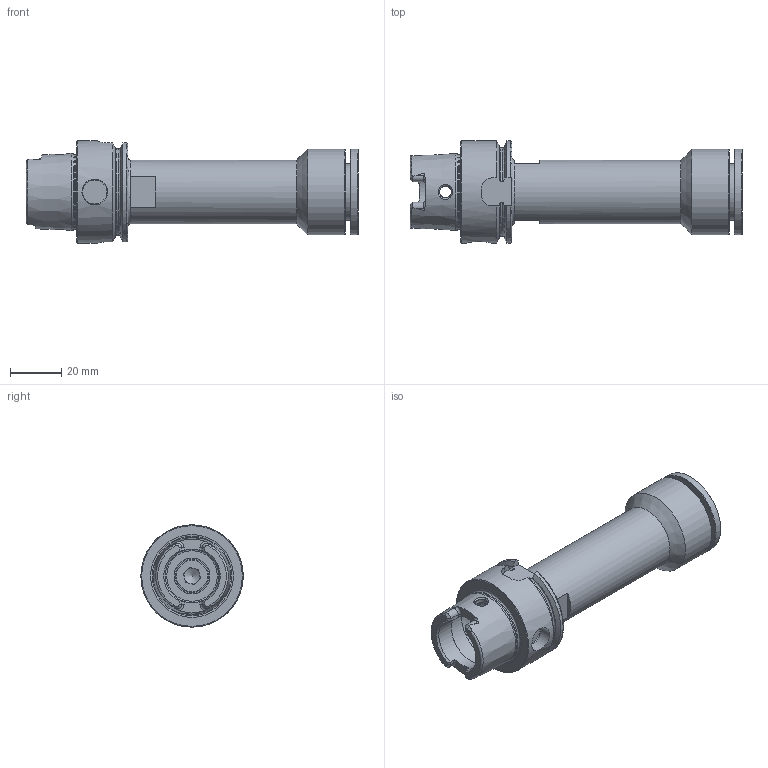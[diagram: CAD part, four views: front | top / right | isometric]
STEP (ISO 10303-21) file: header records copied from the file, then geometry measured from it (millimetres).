
FILE_DESCRIPTION (( 'STEP AP214' ), '1' );
FILE_NAME ('HA4.So1.034.105.STEP', '2020-08-13T11:31:19', ( '' ), ( '' ), 'SwSTEP 2.0', 'SolidWorks 2017', '' );
FILE_SCHEMA (( 'AUTOMOTIVE_DESIGN' ));
Length unit declared in the file: millimetre
Products named in the file (4): HA4.So1.034.105; ISO 4762 - M8 x 80_PreviewCfg; HA4-ER1.034.105_A; HA4-So1.034.105_A_Fertigbearbeitung
Assembly tree (3 placements, depth 2):
  HA4.So1.034.105
    HA4-ER1.034.105_A
    HA4-So1.034.105_A_Fertigbearbeitung
    ISO 4762 - M8 x 80_PreviewCfg
Bounding box: 129.9 x 40 x 40 mm (x, y, z)
Volume: 74448.6 mm3; surface area: 26576.7 mm2
Topology: 3 solids, 3 shells, 191 faces, 461 edges, 285 vertices
Faces by surface type: plane 84, cylinder 41, cone 33, torus 31, bspline 2
Full cylindrical faces by diameter (mm): 4.6 x2, 6.8 x1, 8 x1, 8.5 x1, 10 x1, 13 x1, 14 x1, 15 x1, 16 x1, 21 x2, 22 x2, 23 x1, 25 x1, 25.5 x1, 29.707 x1, 33.5 x2, 40 x1
Entity records: 7445 total; most frequent: CARTESIAN_POINT 2272, DIRECTION 841, ORIENTED_EDGE 774, EDGE_CURVE 387, AXIS2_PLACEMENT_3D 348, VERTEX_POINT 271, EDGE_LOOP 266, FACE_OUTER_BOUND 230
